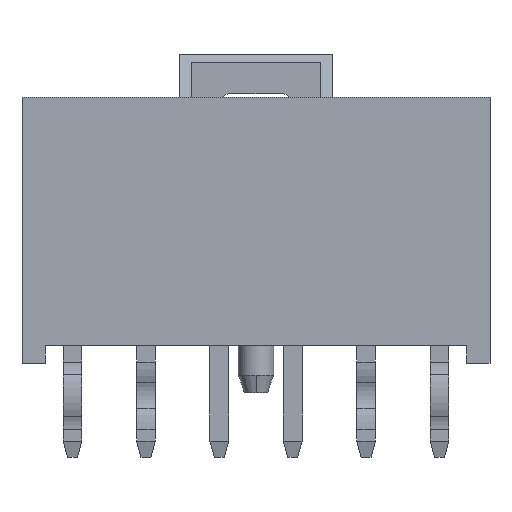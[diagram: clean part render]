
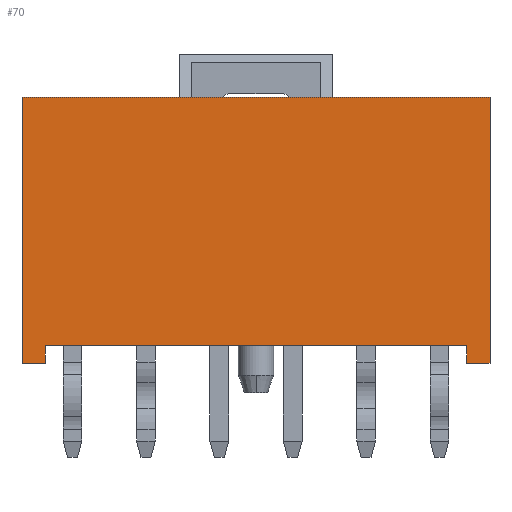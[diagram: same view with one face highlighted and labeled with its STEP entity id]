
A CAD part, front view. The second image highlights one B-rep face of the part: STEP entity #70.
In plain terms, the highlighted planar face has unit normal (0, -1, 0).
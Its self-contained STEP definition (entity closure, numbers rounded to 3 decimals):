
#70=ADVANCED_FACE('',(#311),#312,.F.);
#311=FACE_OUTER_BOUND('',#786,.T.);
#312=PLANE('',#787);
#786=EDGE_LOOP('',(#1277,#1278,#1279,#1280,#1281,#1282,#1283,#1284));
#787=AXIS2_PLACEMENT_3D('',#1285,#1286,#1287);
#1277=ORIENTED_EDGE('',*,*,#3086,.T.);
#1278=ORIENTED_EDGE('',*,*,#3087,.F.);
#1279=ORIENTED_EDGE('',*,*,#3088,.F.);
#1280=ORIENTED_EDGE('',*,*,#3089,.F.);
#1281=ORIENTED_EDGE('',*,*,#3090,.T.);
#1282=ORIENTED_EDGE('',*,*,#3091,.F.);
#1283=ORIENTED_EDGE('',*,*,#3092,.F.);
#1284=ORIENTED_EDGE('',*,*,#3093,.F.);
#1285=CARTESIAN_POINT('',(0.0,-1.74,0.0));
#1286=DIRECTION('',(-0.0,1.0,0.0));
#1287=DIRECTION('',(1.0,0.0,0.0));
#3086=EDGE_CURVE('',#3707,#3708,#3709,.T.);
#3087=EDGE_CURVE('',#3710,#3708,#3711,.T.);
#3088=EDGE_CURVE('',#3712,#3710,#3713,.T.);
#3089=EDGE_CURVE('',#3714,#3712,#3715,.T.);
#3090=EDGE_CURVE('',#3714,#3716,#3717,.T.);
#3091=EDGE_CURVE('',#3718,#3716,#3719,.T.);
#3092=EDGE_CURVE('',#3720,#3718,#3721,.T.);
#3093=EDGE_CURVE('',#3707,#3720,#3722,.T.);
#3707=VERTEX_POINT('',#4651);
#3708=VERTEX_POINT('',#4652);
#3709=LINE('',#4653,#4654);
#3710=VERTEX_POINT('',#4655);
#3711=LINE('',#4656,#4657);
#3712=VERTEX_POINT('',#4658);
#3713=LINE('',#4659,#4660);
#3714=VERTEX_POINT('',#4661);
#3715=LINE('',#4662,#4663);
#3716=VERTEX_POINT('',#4664);
#3717=LINE('',#4665,#4666);
#3718=VERTEX_POINT('',#4667);
#3719=LINE('',#4668,#4669);
#3720=VERTEX_POINT('',#4670);
#3721=LINE('',#4671,#4672);
#3722=LINE('',#4673,#4674);
#4651=CARTESIAN_POINT('',(7.17,-1.74,-4.23));
#4652=CARTESIAN_POINT('',(7.17,-1.74,-4.83));
#4653=CARTESIAN_POINT('',(7.17,-1.74,-4.23));
#4654=VECTOR('',#6078,0.6);
#4655=CARTESIAN_POINT('',(7.97,-1.74,-4.83));
#4656=CARTESIAN_POINT('',(7.97,-1.74,-4.83));
#4657=VECTOR('',#6079,0.8);
#4658=CARTESIAN_POINT('',(7.97,-1.74,4.23));
#4659=CARTESIAN_POINT('',(7.97,-1.74,4.23));
#4660=VECTOR('',#6080,9.06);
#4661=CARTESIAN_POINT('',(-7.97,-1.74,4.23));
#4662=CARTESIAN_POINT('',(-7.97,-1.74,4.23));
#4663=VECTOR('',#6081,15.94);
#4664=CARTESIAN_POINT('',(-7.97,-1.74,-4.83));
#4665=CARTESIAN_POINT('',(-7.97,-1.74,4.23));
#4666=VECTOR('',#6082,9.06);
#4667=CARTESIAN_POINT('',(-7.17,-1.74,-4.83));
#4668=CARTESIAN_POINT('',(-7.17,-1.74,-4.83));
#4669=VECTOR('',#6083,0.8);
#4670=CARTESIAN_POINT('',(-7.17,-1.74,-4.23));
#4671=CARTESIAN_POINT('',(-7.17,-1.74,-4.23));
#4672=VECTOR('',#6084,0.6);
#4673=CARTESIAN_POINT('',(7.17,-1.74,-4.23));
#4674=VECTOR('',#6085,14.34);
#6078=DIRECTION('',(0.0,0.0,-1.0));
#6079=DIRECTION('',(-1.0,0.0,0.0));
#6080=DIRECTION('',(0.0,0.0,-1.0));
#6081=DIRECTION('',(1.0,0.0,0.0));
#6082=DIRECTION('',(0.0,0.0,-1.0));
#6083=DIRECTION('',(-1.0,0.0,0.0));
#6084=DIRECTION('',(0.0,0.0,-1.0));
#6085=DIRECTION('',(-1.0,0.0,0.0));
